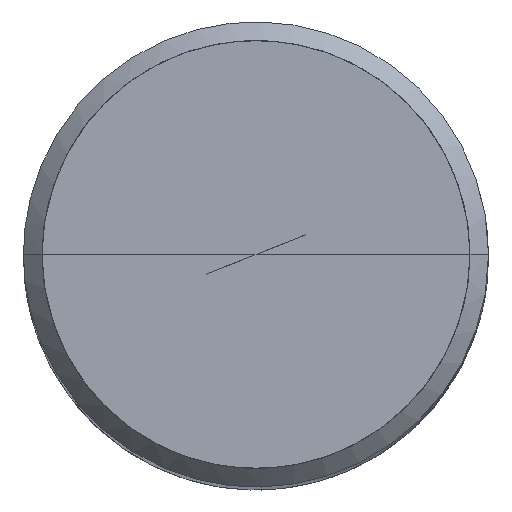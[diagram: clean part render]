
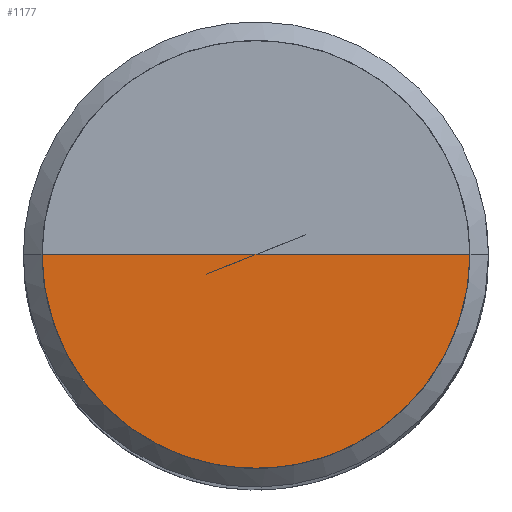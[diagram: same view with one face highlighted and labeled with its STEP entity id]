
A CAD part, top view. The second image highlights one B-rep face of the part: STEP entity #1177.
In plain terms, the highlighted free-form (B-spline) face has degree [1, 2] with [2, 5] control points.
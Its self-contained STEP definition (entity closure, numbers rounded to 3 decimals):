
#784=CARTESIAN_POINT('',(9.2,0.0,66.0));
#788=CARTESIAN_POINT('',(-9.2,0.0,66.0));
#789=CARTESIAN_POINT('',(0.0,0.0,66.0));
#796=CARTESIAN_POINT('',(-9.2,-9.2,66.0));
#797=CARTESIAN_POINT('',(0.0,-9.2,66.0));
#798=CARTESIAN_POINT('',(9.2,-9.2,66.0));
#1162=(
BOUNDED_SURFACE()
B_SPLINE_SURFACE(1,2,(
(#788,#796,#797,#798,#784),
(#789,#789,#789,#789,#789)
), .UNSPECIFIED.,.F.,.F.,.F.)
B_SPLINE_SURFACE_WITH_KNOTS((2,2),(3,2,3),(
0.0,1.0),(
0.0,0.5,1.0), .UNSPECIFIED.)
GEOMETRIC_REPRESENTATION_ITEM()
RATIONAL_B_SPLINE_SURFACE(((1.0,0.707,1.0,0.707,1.0),
(1.0,0.707,1.0,0.707,1.0)
))
REPRESENTATION_ITEM('')
SURFACE()
);
#1163=(
BOUNDED_CURVE()
B_SPLINE_CURVE(1,(#789,#784),.UNSPECIFIED.,.F.,.F.)
B_SPLINE_CURVE_WITH_KNOTS((2,2),
(0.0,1.0),.UNSPECIFIED.)
CURVE()
GEOMETRIC_REPRESENTATION_ITEM()
RATIONAL_B_SPLINE_CURVE((1.0,1.0))
REPRESENTATION_ITEM('')
);
#1164=(
BOUNDED_CURVE()
B_SPLINE_CURVE(2,(#784,#798,#797,#796,#788),.UNSPECIFIED.,.F.,.F.)
B_SPLINE_CURVE_WITH_KNOTS((3,2,3),
(0.0,0.5,1.0),.UNSPECIFIED.)
CURVE()
GEOMETRIC_REPRESENTATION_ITEM()
RATIONAL_B_SPLINE_CURVE((1.0,0.707,1.0,0.707,1.0))
REPRESENTATION_ITEM('')
);
#1165=(
BOUNDED_CURVE()
B_SPLINE_CURVE(1,(#788,#789),.UNSPECIFIED.,.F.,.F.)
B_SPLINE_CURVE_WITH_KNOTS((2,2),
(0.0,1.0),.UNSPECIFIED.)
CURVE()
GEOMETRIC_REPRESENTATION_ITEM()
RATIONAL_B_SPLINE_CURVE((1.0,1.0))
REPRESENTATION_ITEM('')
);
#1166=VERTEX_POINT('',#784);
#1167=VERTEX_POINT('',#788);
#1168=VERTEX_POINT('',#789);
#1169=EDGE_CURVE('',#1168,#1166,#1163,.T.);
#1170=EDGE_CURVE('',#1166,#1167,#1164,.T.);
#1171=EDGE_CURVE('',#1167,#1168,#1165,.T.);
#1172=ORIENTED_EDGE('',*,*,#1169,.T.);
#1173=ORIENTED_EDGE('',*,*,#1170,.T.);
#1174=ORIENTED_EDGE('',*,*,#1171,.T.);
#1175=EDGE_LOOP('',(#1172,#1173,#1174));
#1176=FACE_OUTER_BOUND('',#1175,.T.);
#1177=ADVANCED_FACE('',(#1176),#1162,.T.);
